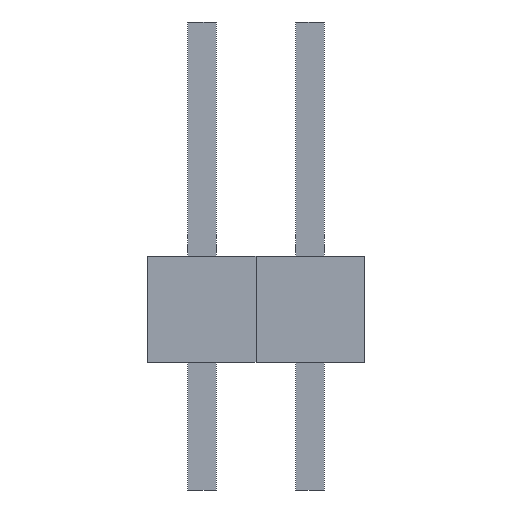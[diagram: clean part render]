
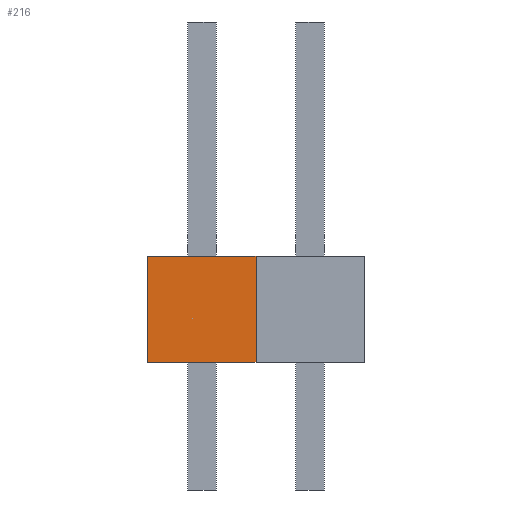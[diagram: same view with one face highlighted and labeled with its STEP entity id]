
A CAD part, front view. The second image highlights one B-rep face of the part: STEP entity #216.
In plain terms, the highlighted planar face has unit normal (0, -1, 0).
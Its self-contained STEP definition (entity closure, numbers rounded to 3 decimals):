
#13=DIRECTION('',(0.,0.,1.));
#14=DIRECTION('',(1.,0.,0.));
#167=EDGE_CURVE('',#168,#170,#172,.T.);
#168=VERTEX_POINT('',#169);
#169=CARTESIAN_POINT('',(-1.27,-1.271,0.));
#170=VERTEX_POINT('',#171);
#171=CARTESIAN_POINT('',(-1.27,-1.271,2.5));
#172=LINE('',#169,#173);
#173=VECTOR('',#13,1.);
#180=DIRECTION('',(0.,1.,0.));
#194=ORIENTED_EDGE('',*,*,#195,.F.);
#195=EDGE_CURVE('',#196,#198,#200,.T.);
#196=VERTEX_POINT('',#197);
#197=CARTESIAN_POINT('',(1.27,-1.271,0.));
#198=VERTEX_POINT('',#199);
#199=CARTESIAN_POINT('',(1.27,-1.271,2.5));
#200=LINE('',#197,#173);
#216=ADVANCED_FACE('',(#217),#227,.F.);
#217=FACE_BOUND('',#218,.F.);
#218=EDGE_LOOP('',(#219,#223,#224,#194));
#219=ORIENTED_EDGE('',*,*,#220,.F.);
#220=EDGE_CURVE('',#168,#196,#221,.T.);
#221=LINE('',#169,#222);
#222=VECTOR('',#14,1.);
#223=ORIENTED_EDGE('',*,*,#167,.T.);
#224=ORIENTED_EDGE('',*,*,#225,.T.);
#225=EDGE_CURVE('',#170,#198,#226,.T.);
#226=LINE('',#171,#222);
#227=PLANE('',#228);
#228=AXIS2_PLACEMENT_3D('',#169,#180,#13);
